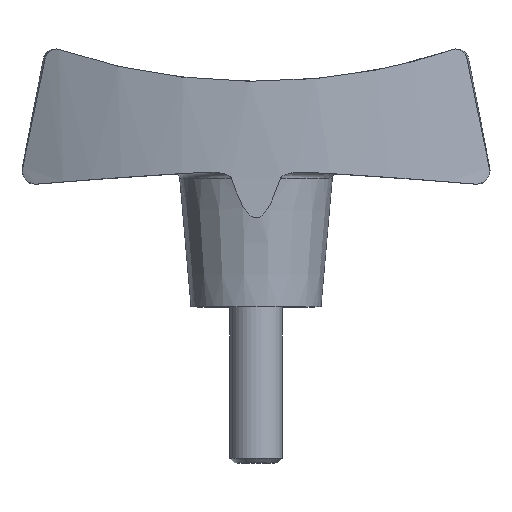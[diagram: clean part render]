
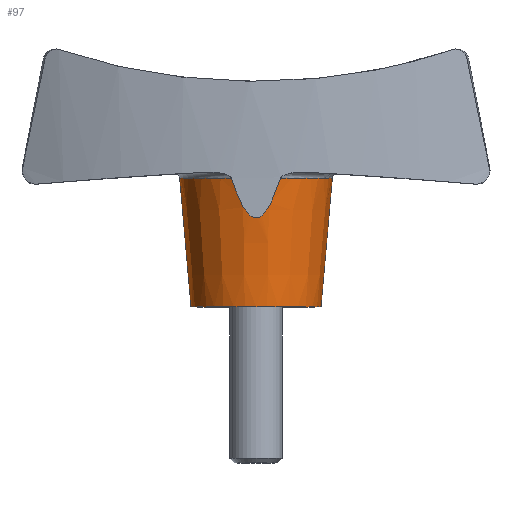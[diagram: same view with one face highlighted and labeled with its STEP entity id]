
A CAD part, top view. The second image highlights one B-rep face of the part: STEP entity #97.
In plain terms, the highlighted conical face has half-angle 5 degrees and reference radius 13.581 mm.
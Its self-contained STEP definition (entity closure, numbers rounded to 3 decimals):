
#97 = ADVANCED_FACE( '', ( #150 ), #151, .T. );
#150 = FACE_OUTER_BOUND( '', #209, .T. );
#151 = CONICAL_SURFACE( '', #210, 13.581, 0.087 );
#209 = EDGE_LOOP( '', ( #407, #408, #409, #410, #411, #412 ) );
#210 = AXIS2_PLACEMENT_3D( '', #413, #414, #415 );
#407 = ORIENTED_EDGE( '', *, *, #479, .T. );
#408 = ORIENTED_EDGE( '', *, *, #531, .F. );
#409 = ORIENTED_EDGE( '', *, *, #502, .T. );
#410 = ORIENTED_EDGE( '', *, *, #533, .F. );
#411 = ORIENTED_EDGE( '', *, *, #481, .T. );
#412 = ORIENTED_EDGE( '', *, *, #532, .T. );
#413 = CARTESIAN_POINT( '', ( 0., 12.361, 0. ) );
#414 = DIRECTION( '', ( 0., 1., 0. ) );
#415 = DIRECTION( '', ( 1., 0., 0. ) );
#479 = EDGE_CURVE( '', #571, #572, #573, .T. );
#481 = EDGE_CURVE( '', #576, #574, #577, .T. );
#502 = EDGE_CURVE( '', #612, #613, #614, .T. );
#531 = EDGE_CURVE( '', #612, #572, #657, .T. );
#532 = EDGE_CURVE( '', #574, #571, #658, .T. );
#533 = EDGE_CURVE( '', #576, #613, #659, .T. );
#571 = VERTEX_POINT( '', #767 );
#572 = VERTEX_POINT( '', #768 );
#573 = LINE( '', #769, #770 );
#574 = VERTEX_POINT( '', #771 );
#576 = VERTEX_POINT( '', #773 );
#577 = LINE( '', #774, #775 );
#612 = VERTEX_POINT( '', #869 );
#613 = VERTEX_POINT( '', #870 );
#614 = B_SPLINE_CURVE_WITH_KNOTS( '', 3, ( #871, #872, #873, #874, #875, #876, #877, #878, #879, #880, #881, #882, #883, #884, #885, #886, #887, #888, #889, #890, #891, #892, #893, #894, #895, #896, #897, #898, #899, #900, #901, #902, #903, #904 ), .UNSPECIFIED., .F., .F., ( 4, 2, 2, 2, 2, 2, 2, 2, 2, 2, 2, 2, 2, 2, 2, 2, 4 ), ( 1.023, 1.936, 3.872, 5.807, 6.775, 7.743, 8.81, 9.344, 9.877, 10.411, 10.945, 12.012, 12.98, 13.948, 15.883, 17.819, 18.732 ), .UNSPECIFIED. );
#657 = CIRCLE( '', #1201, 14.663 );
#658 = CIRCLE( '', #1202, 12.5 );
#659 = CIRCLE( '', #1203, 14.663 );
#767 = CARTESIAN_POINT( '', ( 12.5, 0., 0. ) );
#768 = CARTESIAN_POINT( '', ( 14.663, 24.722, 0. ) );
#769 = CARTESIAN_POINT( '', ( 13.581, 12.361, 0. ) );
#770 = VECTOR( '', #1237, 1. );
#771 = CARTESIAN_POINT( '', ( -12.5, 0., 0. ) );
#773 = CARTESIAN_POINT( '', ( -14.663, 24.722, 0. ) );
#774 = CARTESIAN_POINT( '', ( -13.581, 12.361, 0. ) );
#775 = VECTOR( '', #1241, 1. );
#869 = CARTESIAN_POINT( '', ( 4.715, 24.722, 13.884 ) );
#870 = CARTESIAN_POINT( '', ( -4.715, 24.722, 13.884 ) );
#871 = CARTESIAN_POINT( '', ( 4.715, 24.722, 13.884 ) );
#872 = CARTESIAN_POINT( '', ( 4.619, 24.419, 13.889 ) );
#873 = CARTESIAN_POINT( '', ( 4.518, 24.113, 13.894 ) );
#874 = CARTESIAN_POINT( '', ( 4.193, 23.151, 13.909 ) );
#875 = CARTESIAN_POINT( '', ( 3.954, 22.489, 13.919 ) );
#876 = CARTESIAN_POINT( '', ( 3.435, 21.188, 13.939 ) );
#877 = CARTESIAN_POINT( '', ( 3.156, 20.55, 13.949 ) );
#878 = CARTESIAN_POINT( '', ( 2.691, 19.643, 13.962 ) );
#879 = CARTESIAN_POINT( '', ( 2.529, 19.35, 13.967 ) );
#880 = CARTESIAN_POINT( '', ( 2.182, 18.787, 13.975 ) );
#881 = CARTESIAN_POINT( '', ( 1.998, 18.517, 13.979 ) );
#882 = CARTESIAN_POINT( '', ( 1.573, 17.989, 13.987 ) );
#883 = CARTESIAN_POINT( '', ( 1.304, 17.705, 13.992 ) );
#884 = CARTESIAN_POINT( '', ( 0.848, 17.388, 13.996 ) );
#885 = CARTESIAN_POINT( '', ( 0.687, 17.3, 13.998 ) );
#886 = CARTESIAN_POINT( '', ( 0.352, 17.179, 14. ) );
#887 = CARTESIAN_POINT( '', ( 0.178, 17.145, 14. ) );
#888 = CARTESIAN_POINT( '', ( -0.178, 17.145, 14. ) );
#889 = CARTESIAN_POINT( '', ( -0.352, 17.179, 14. ) );
#890 = CARTESIAN_POINT( '', ( -0.687, 17.3, 13.998 ) );
#891 = CARTESIAN_POINT( '', ( -0.848, 17.388, 13.996 ) );
#892 = CARTESIAN_POINT( '', ( -1.304, 17.705, 13.992 ) );
#893 = CARTESIAN_POINT( '', ( -1.573, 17.989, 13.987 ) );
#894 = CARTESIAN_POINT( '', ( -1.998, 18.517, 13.979 ) );
#895 = CARTESIAN_POINT( '', ( -2.182, 18.787, 13.975 ) );
#896 = CARTESIAN_POINT( '', ( -2.529, 19.35, 13.967 ) );
#897 = CARTESIAN_POINT( '', ( -2.691, 19.643, 13.962 ) );
#898 = CARTESIAN_POINT( '', ( -3.156, 20.55, 13.949 ) );
#899 = CARTESIAN_POINT( '', ( -3.435, 21.188, 13.939 ) );
#900 = CARTESIAN_POINT( '', ( -3.954, 22.489, 13.919 ) );
#901 = CARTESIAN_POINT( '', ( -4.193, 23.151, 13.909 ) );
#902 = CARTESIAN_POINT( '', ( -4.518, 24.113, 13.894 ) );
#903 = CARTESIAN_POINT( '', ( -4.619, 24.419, 13.889 ) );
#904 = CARTESIAN_POINT( '', ( -4.715, 24.722, 13.884 ) );
#1201 = AXIS2_PLACEMENT_3D( '', #1299, #1300, #1301 );
#1202 = AXIS2_PLACEMENT_3D( '', #1302, #1303, #1304 );
#1203 = AXIS2_PLACEMENT_3D( '', #1305, #1306, #1307 );
#1237 = DIRECTION( '', ( 0.087, 0.996, 0. ) );
#1241 = DIRECTION( '', ( 0.087, -0.996, 0. ) );
#1299 = CARTESIAN_POINT( '', ( 0., 24.722, 0. ) );
#1300 = DIRECTION( '', ( 0., 1., 0. ) );
#1301 = DIRECTION( '', ( 1., 0., 0. ) );
#1302 = CARTESIAN_POINT( '', ( 0., 0., 0. ) );
#1303 = DIRECTION( '', ( 0., 1., 0. ) );
#1304 = DIRECTION( '', ( 1., 0., 0. ) );
#1305 = CARTESIAN_POINT( '', ( 0., 24.722, 0. ) );
#1306 = DIRECTION( '', ( 0., 1., 0. ) );
#1307 = DIRECTION( '', ( 1., 0., 0. ) );
